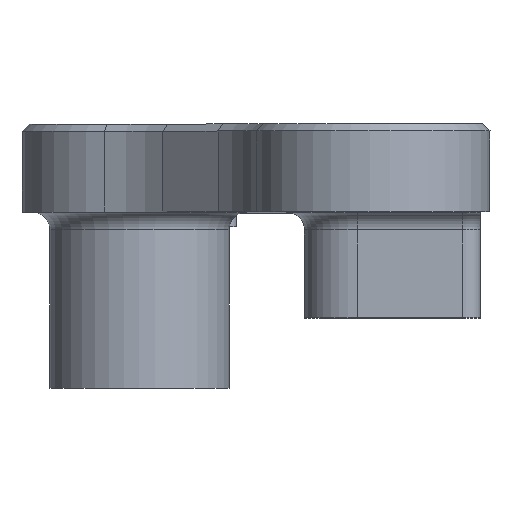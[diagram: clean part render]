
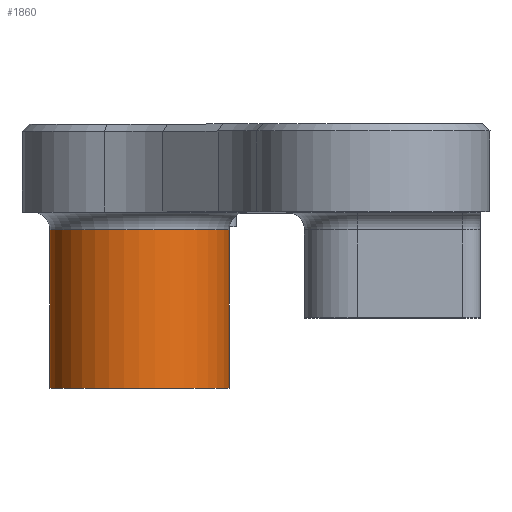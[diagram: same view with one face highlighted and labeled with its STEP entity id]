
A CAD part, top view. The second image highlights one B-rep face of the part: STEP entity #1860.
In plain terms, the highlighted cylindrical face has radius 5.1 mm (diameter 10.2 mm), a full revolution.
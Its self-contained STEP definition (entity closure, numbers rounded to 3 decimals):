
#122=FACE_OUTER_BOUND('',#220,.T.);
#220=EDGE_LOOP('',(#1445,#1446,#1447,#1448,#1449));
#320=CIRCLE('',#2058,5.1);
#321=CIRCLE('',#2059,5.1);
#322=CIRCLE('',#2061,5.1);
#504=LINE('',#13814,#610);
#610=VECTOR('',#2422,5.1);
#808=VERTEX_POINT('',#13807);
#809=VERTEX_POINT('',#13809);
#810=VERTEX_POINT('',#13813);
#1055=EDGE_CURVE('',#808,#809,#320,.T.);
#1056=EDGE_CURVE('',#809,#808,#321,.T.);
#1057=EDGE_CURVE('',#809,#810,#504,.T.);
#1058=EDGE_CURVE('',#810,#810,#322,.T.);
#1445=ORIENTED_EDGE('',*,*,#1056,.F.);
#1446=ORIENTED_EDGE('',*,*,#1057,.T.);
#1447=ORIENTED_EDGE('',*,*,#1058,.T.);
#1448=ORIENTED_EDGE('',*,*,#1057,.F.);
#1449=ORIENTED_EDGE('',*,*,#1055,.F.);
#1699=CYLINDRICAL_SURFACE('',#2060,5.1);
#1860=ADVANCED_FACE('',(#122),#1699,.T.);
#2058=AXIS2_PLACEMENT_3D('',#13810,#2416,#2417);
#2059=AXIS2_PLACEMENT_3D('',#13811,#2418,#2419);
#2060=AXIS2_PLACEMENT_3D('',#13812,#2420,#2421);
#2061=AXIS2_PLACEMENT_3D('',#13815,#2423,#2424);
#2416=DIRECTION('center_axis',(0.,1.,0.));
#2417=DIRECTION('ref_axis',(-1.,0.,0.));
#2418=DIRECTION('center_axis',(0.,1.,0.));
#2419=DIRECTION('ref_axis',(-1.,0.,0.));
#2420=DIRECTION('center_axis',(0.,1.,
0.));
#2421=DIRECTION('ref_axis',(-1.,0.,0.));
#2422=DIRECTION('',(0.,-1.,0.));
#2423=DIRECTION('center_axis',(0.,1.,
0.));
#2424=DIRECTION('ref_axis',(-1.,0.,0.));
#13807=CARTESIAN_POINT('',(-161.994,-34.,-141.));
#13809=CARTESIAN_POINT('',(-156.894,-34.,-135.9));
#13810=CARTESIAN_POINT('Origin',(-161.994,-34.,-135.9));
#13811=CARTESIAN_POINT('Origin',(-161.994,-34.,-135.9));
#13812=CARTESIAN_POINT('Origin',(-161.994,-33.,-135.9));
#13813=CARTESIAN_POINT('',(-156.894,-43.,-135.9));
#13814=CARTESIAN_POINT('',(-156.894,-33.,-135.9));
#13815=CARTESIAN_POINT('Origin',(-161.994,-43.,-135.9));
